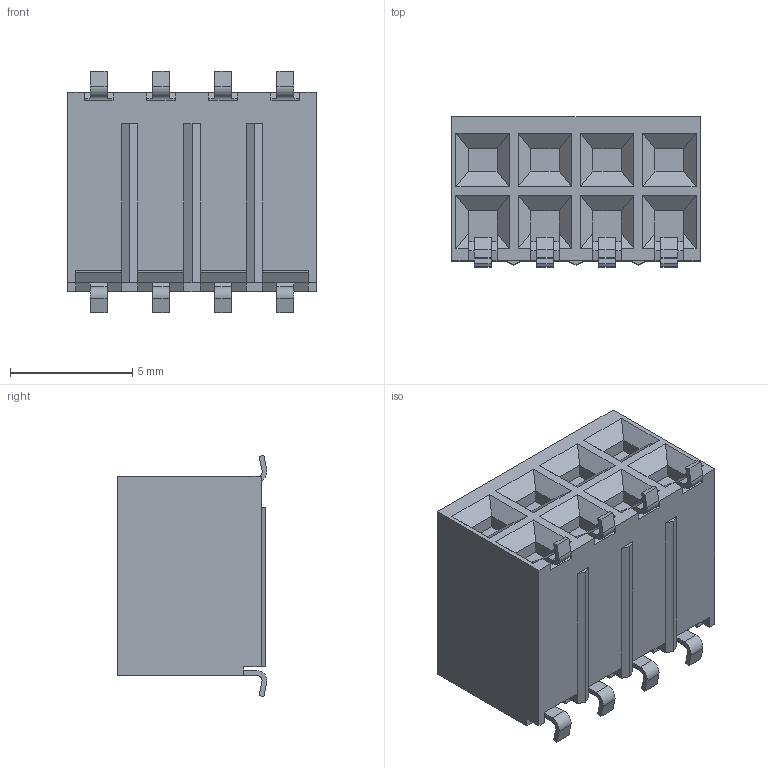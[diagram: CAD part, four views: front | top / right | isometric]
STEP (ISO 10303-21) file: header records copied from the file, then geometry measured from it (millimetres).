
FILE_DESCRIPTION((''),'2;1');
FILE_NAME('C-5147722-3','2009-02-05T',('workeradm'),('Tyco Electronics Corporation'),'PRO/ENGINEER BY PARAMETRIC TECHNOLOGY CORPORATION, 2005450','PRO/ENGINEER BY PARAMETRIC TECHNOLOGY CORPORATION, 2005450','');
FILE_SCHEMA(('CONFIG_CONTROL_DESIGN', 'GEOMETRIC_VALIDATION_PROPERTIES_MIM'));
Length unit declared in the file: millimetre
Products named in the file (1): C-5147722-3
Bounding box: 10.16 x 6.12 x 9.86 mm (x, y, z)
Volume: 419.7 mm3; surface area: 539.7 mm2
Topology: 1 solids, 1 shells, 273 faces, 755 edges, 488 vertices
Faces by surface type: plane 257, cylinder 16
Entity records: 8622 total; most frequent: CARTESIAN_POINT 1517, ORIENTED_EDGE 1510, DIRECTION 1333, EDGE_CURVE 755, VECTOR 723, LINE 723, VERTEX_POINT 488, AXIS2_PLACEMENT_3D 305
